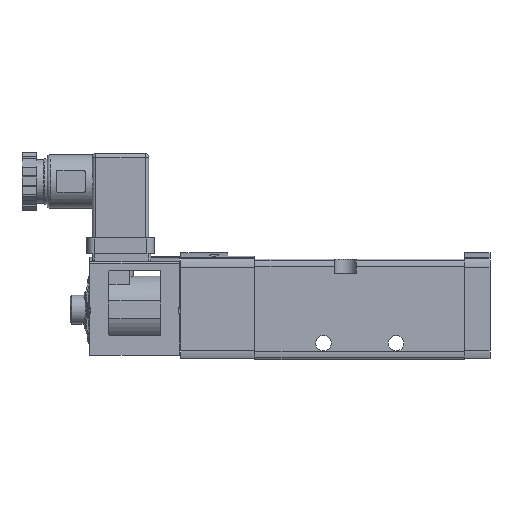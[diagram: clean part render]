
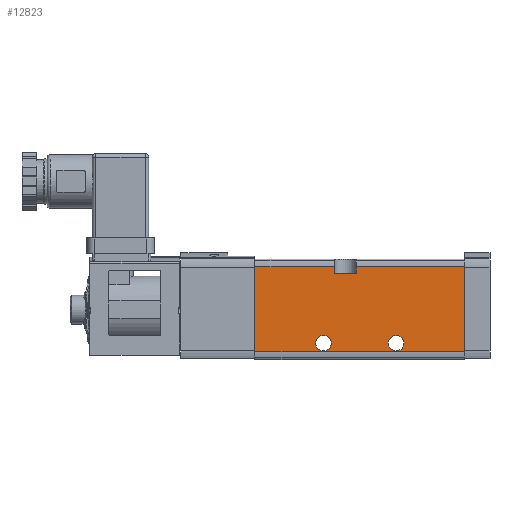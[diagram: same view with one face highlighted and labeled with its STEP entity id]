
A CAD part, top view. The second image highlights one B-rep face of the part: STEP entity #12823.
In plain terms, the highlighted planar face has unit normal (0, 0, 1).
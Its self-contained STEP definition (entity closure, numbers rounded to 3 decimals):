
#434=LINE('',#17533,#1321);
#435=LINE('',#17536,#1322);
#436=LINE('',#17538,#1323);
#437=LINE('',#17540,#1324);
#438=LINE('',#17542,#1325);
#439=LINE('',#17544,#1326);
#440=LINE('',#17546,#1327);
#441=LINE('',#17548,#1328);
#1321=VECTOR('',#14532,1000.);
#1322=VECTOR('',#14533,1000.);
#1323=VECTOR('',#14534,1000.);
#1324=VECTOR('',#14535,1000.);
#1325=VECTOR('',#14536,1000.);
#1326=VECTOR('',#14537,1000.);
#1327=VECTOR('',#14538,1000.);
#1328=VECTOR('',#14539,1000.);
#2228=ORIENTED_EDGE('',*,*,#5072,.F.);
#2229=ORIENTED_EDGE('',*,*,#5073,.F.);
#2230=ORIENTED_EDGE('',*,*,#5074,.F.);
#2231=ORIENTED_EDGE('',*,*,#5075,.T.);
#2232=ORIENTED_EDGE('',*,*,#5076,.T.);
#2233=ORIENTED_EDGE('',*,*,#5077,.F.);
#2234=ORIENTED_EDGE('',*,*,#5078,.F.);
#2235=ORIENTED_EDGE('',*,*,#5079,.T.);
#2236=ORIENTED_EDGE('',*,*,#5080,.F.);
#2237=ORIENTED_EDGE('',*,*,#5081,.F.);
#5072=EDGE_CURVE('',#6491,#6491,#7442,.F.);
#5073=EDGE_CURVE('',#6492,#6492,#7443,.F.);
#5074=EDGE_CURVE('',#6493,#6494,#434,.T.);
#5075=EDGE_CURVE('',#6493,#6495,#435,.T.);
#5076=EDGE_CURVE('',#6495,#6496,#436,.T.);
#5077=EDGE_CURVE('',#6497,#6496,#437,.T.);
#5078=EDGE_CURVE('',#6498,#6497,#438,.T.);
#5079=EDGE_CURVE('',#6498,#6499,#439,.T.);
#5080=EDGE_CURVE('',#6500,#6499,#440,.T.);
#5081=EDGE_CURVE('',#6494,#6500,#441,.T.);
#6491=VERTEX_POINT('',#17530);
#6492=VERTEX_POINT('',#17532);
#6493=VERTEX_POINT('',#17534);
#6494=VERTEX_POINT('',#17535);
#6495=VERTEX_POINT('',#17537);
#6496=VERTEX_POINT('',#17539);
#6497=VERTEX_POINT('',#17541);
#6498=VERTEX_POINT('',#17543);
#6499=VERTEX_POINT('',#17545);
#6500=VERTEX_POINT('',#17547);
#7442=CIRCLE('',#13430,2.15);
#7443=CIRCLE('',#13431,2.15);
#7852=EDGE_LOOP('',(#2228));
#7853=EDGE_LOOP('',(#2229));
#7854=EDGE_LOOP('',(#2230,#2231,#2232,#2233,#2234,#2235,#2236,#2237));
#8548=FACE_BOUND('',#7852,.T.);
#8549=FACE_BOUND('',#7853,.T.);
#8550=FACE_BOUND('',#7854,.T.);
#9236=PLANE('',#13429);
#12823=ADVANCED_FACE('',(#8548,#8549,#8550),#9236,.F.);
#13429=AXIS2_PLACEMENT_3D('',#17528,#14526,#14527);
#13430=AXIS2_PLACEMENT_3D('',#17529,#14528,#14529);
#13431=AXIS2_PLACEMENT_3D('',#17531,#14530,#14531);
#14526=DIRECTION('',(0.,0.,-1.));
#14527=DIRECTION('',(-1.,0.,0.));
#14528=DIRECTION('',(0.,0.,-1.));
#14529=DIRECTION('',(-1.,0.,0.));
#14530=DIRECTION('',(0.,0.,-1.));
#14531=DIRECTION('',(-1.,0.,0.));
#14532=DIRECTION('',(0.,-1.,0.));
#14533=DIRECTION('',(-1.,0.,0.));
#14534=DIRECTION('',(0.,-1.,0.));
#14535=DIRECTION('',(-1.,0.,0.));
#14536=DIRECTION('',(0.,-1.,0.));
#14537=DIRECTION('',(-1.,0.,0.));
#14538=DIRECTION('',(0.,1.,0.));
#14539=DIRECTION('',(1.,0.,0.));
#17528=CARTESIAN_POINT('',(28.9,25.6,10.6));
#17529=CARTESIAN_POINT('',(10.,4.5,10.6));
#17530=CARTESIAN_POINT('',(7.85,4.5,10.6));
#17531=CARTESIAN_POINT('',(-10.,4.5,10.6));
#17532=CARTESIAN_POINT('',(-12.15,4.5,10.6));
#17533=CARTESIAN_POINT('',(-7.,25.6,10.6));
#17534=CARTESIAN_POINT('',(-7.,25.6,10.6));
#17535=CARTESIAN_POINT('',(-7.,23.7,10.6));
#17536=CARTESIAN_POINT('',(28.9,25.6,10.6));
#17537=CARTESIAN_POINT('',(-28.9,25.6,10.6));
#17538=CARTESIAN_POINT('',(-28.9,25.6,10.6));
#17539=CARTESIAN_POINT('',(-28.9,2.1,10.6));
#17540=CARTESIAN_POINT('',(28.9,2.1,10.6));
#17541=CARTESIAN_POINT('',(28.9,2.1,10.6));
#17542=CARTESIAN_POINT('',(28.9,25.6,10.6));
#17543=CARTESIAN_POINT('',(28.9,25.6,10.6));
#17544=CARTESIAN_POINT('',(28.9,25.6,10.6));
#17545=CARTESIAN_POINT('',(-1.,25.6,10.6));
#17546=CARTESIAN_POINT('',(-1.,25.6,10.6));
#17547=CARTESIAN_POINT('',(-1.,23.7,10.6));
#17548=CARTESIAN_POINT('',(28.9,23.7,10.6));
